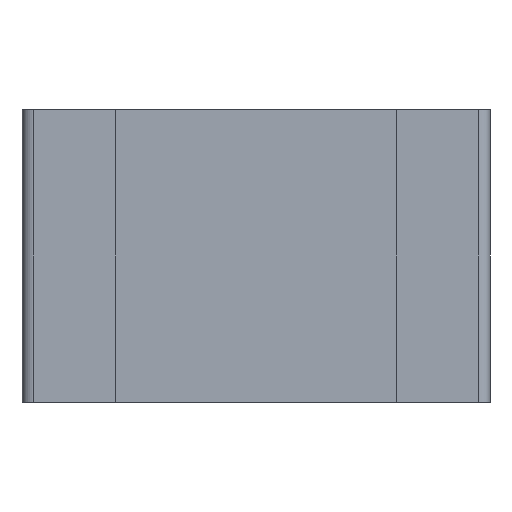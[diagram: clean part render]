
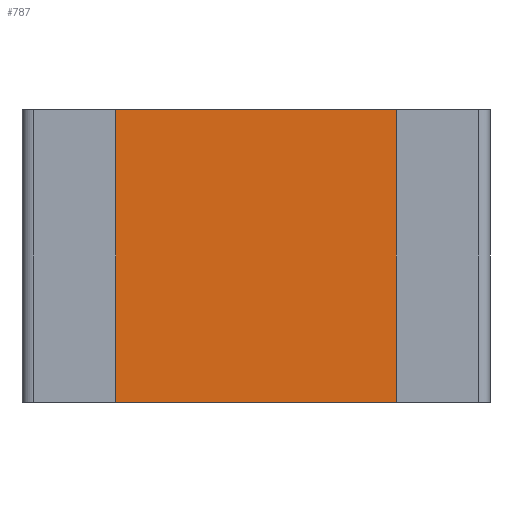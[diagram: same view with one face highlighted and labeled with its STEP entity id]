
A CAD part, front view. The second image highlights one B-rep face of the part: STEP entity #787.
In plain terms, the highlighted planar face has unit normal (0, -1, 0).
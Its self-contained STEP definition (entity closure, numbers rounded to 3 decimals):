
#23 = AXIS2_PLACEMENT_3D ( 'NONE', #2232, #5507, #3203 ) ;
#80 = DIRECTION ( 'NONE',  ( 0., 0., 1. ) ) ;
#108 = CARTESIAN_POINT ( 'NONE',  ( -0.95, 0.05, -0.625 ) ) ;
#186 = VECTOR ( 'NONE', #4853, 1000. ) ;
#255 = EDGE_CURVE ( 'NONE', #1570, #1343, #3781, .T. ) ;
#362 = EDGE_CURVE ( 'NONE', #1788, #656, #1606, .T. ) ;
#450 = ORIENTED_EDGE ( 'NONE', *, *, #362, .F. ) ;
#498 = CARTESIAN_POINT ( 'NONE',  ( -0.95, 0.05, -0.625 ) ) ;
#516 = EDGE_LOOP ( 'NONE', ( #2433, #3887, #450, #583 ) ) ;
#583 = ORIENTED_EDGE ( 'NONE', *, *, #5352, .F. ) ;
#631 = VECTOR ( 'NONE', #4877, 1000. ) ;
#655 = CARTESIAN_POINT ( 'NONE',  ( -0.95, 0.05, 0.625 ) ) ;
#656 = VERTEX_POINT ( 'NONE', #2525 ) ;
#787 = ADVANCED_FACE ( 'NONE', ( #789 ), #1818, .F. ) ;
#789 = FACE_OUTER_BOUND ( 'NONE', #516, .T. ) ;
#1246 = CARTESIAN_POINT ( 'NONE',  ( -0.95, 0.05, 0.625 ) ) ;
#1343 = VERTEX_POINT ( 'NONE', #1246 ) ;
#1570 = VERTEX_POINT ( 'NONE', #498 ) ;
#1606 = LINE ( 'NONE', #3445, #631 ) ;
#1788 = VERTEX_POINT ( 'NONE', #4832 ) ;
#1818 = PLANE ( 'NONE',  #23 ) ;
#1986 = DIRECTION ( 'NONE',  ( -1., 0., 0. ) ) ;
#2232 = CARTESIAN_POINT ( 'NONE',  ( 0., 0.05, 0. ) ) ;
#2433 = ORIENTED_EDGE ( 'NONE', *, *, #255, .F. ) ;
#2525 = CARTESIAN_POINT ( 'NONE',  ( 0.95, 0.05, -0.625 ) ) ;
#2896 = VECTOR ( 'NONE', #1986, 1000. ) ;
#3203 = DIRECTION ( 'NONE',  ( 0., 0., 1. ) ) ;
#3356 = LINE ( 'NONE', #108, #2896 ) ;
#3445 = CARTESIAN_POINT ( 'NONE',  ( 0.95, 0.05, -0.625 ) ) ;
#3567 = EDGE_CURVE ( 'NONE', #656, #1570, #3356, .T. ) ;
#3751 = CARTESIAN_POINT ( 'NONE',  ( -0.95, 0.05, -0.625 ) ) ;
#3781 = LINE ( 'NONE', #3751, #5293 ) ;
#3887 = ORIENTED_EDGE ( 'NONE', *, *, #3567, .F. ) ;
#4432 = LINE ( 'NONE', #655, #186 ) ;
#4832 = CARTESIAN_POINT ( 'NONE',  ( 0.95, 0.05, 0.625 ) ) ;
#4853 = DIRECTION ( 'NONE',  ( 1., 0., 0. ) ) ;
#4877 = DIRECTION ( 'NONE',  ( 0., 0., -1. ) ) ;
#5293 = VECTOR ( 'NONE', #80, 1000. ) ;
#5352 = EDGE_CURVE ( 'NONE', #1343, #1788, #4432, .T. ) ;
#5507 = DIRECTION ( 'NONE',  ( 0., 1., 0. ) ) ;
